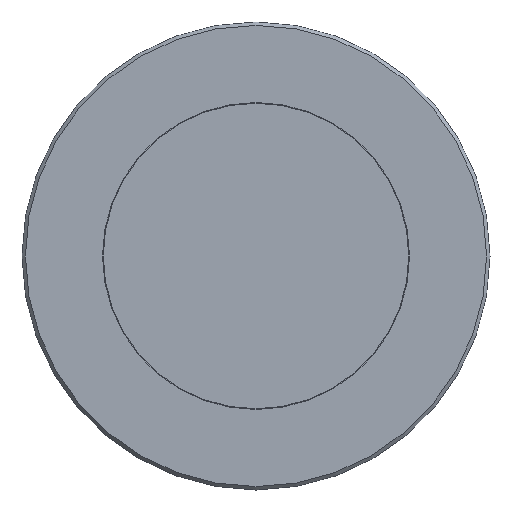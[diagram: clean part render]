
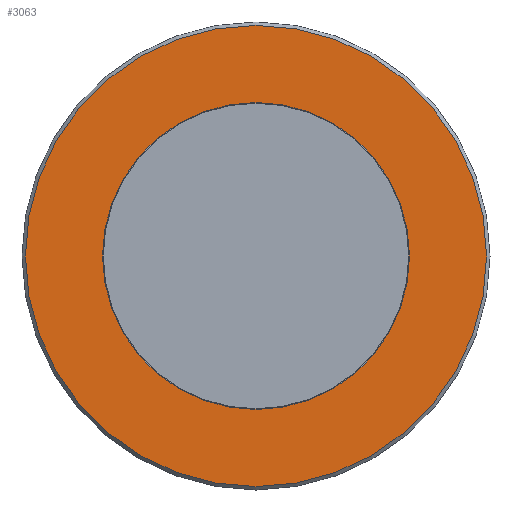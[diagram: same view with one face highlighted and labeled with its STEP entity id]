
A CAD part, front view. The second image highlights one B-rep face of the part: STEP entity #3063.
In plain terms, the highlighted planar face has unit normal (0, -1, 0).
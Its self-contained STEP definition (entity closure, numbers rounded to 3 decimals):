
#129=PLANE('',#3364);
#297=CIRCLE('',#3363,22.3);
#298=CIRCLE('',#3365,33.5);
#793=ORIENTED_EDGE('',*,*,#1489,.T.);
#794=ORIENTED_EDGE('',*,*,#1490,.F.);
#1489=EDGE_CURVE('',#1865,#1865,#297,.T.);
#1490=EDGE_CURVE('',#1866,#1866,#298,.T.);
#1865=VERTEX_POINT('',#5028);
#1866=VERTEX_POINT('',#5031);
#2614=EDGE_LOOP('',(#793));
#2615=EDGE_LOOP('',(#794));
#2815=FACE_BOUND('',#2614,.T.);
#2816=FACE_BOUND('',#2615,.T.);
#3063=ADVANCED_FACE('',(#2815,#2816),#129,.T.);
#3363=AXIS2_PLACEMENT_3D('',#5027,#3968,#3969);
#3364=AXIS2_PLACEMENT_3D('',#5029,#3970,#3971);
#3365=AXIS2_PLACEMENT_3D('',#5030,#3972,#3973);
#3968=DIRECTION('',(0.,1.,0.));
#3969=DIRECTION('',(0.,0.,1.));
#3970=DIRECTION('',(0.,-1.,0.));
#3971=DIRECTION('',(-1.,0.,0.));
#3972=DIRECTION('',(0.,1.,0.));
#3973=DIRECTION('',(1.,0.,0.));
#5027=CARTESIAN_POINT('',(0.,7.8,0.));
#5028=CARTESIAN_POINT('',(0.,7.8,22.3));
#5029=CARTESIAN_POINT('',(0.,7.8,0.));
#5030=CARTESIAN_POINT('',(0.,7.8,0.));
#5031=CARTESIAN_POINT('',(33.5,7.8,0.));
